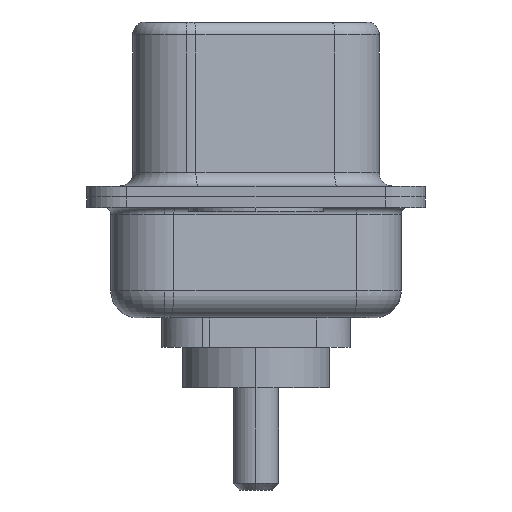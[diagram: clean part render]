
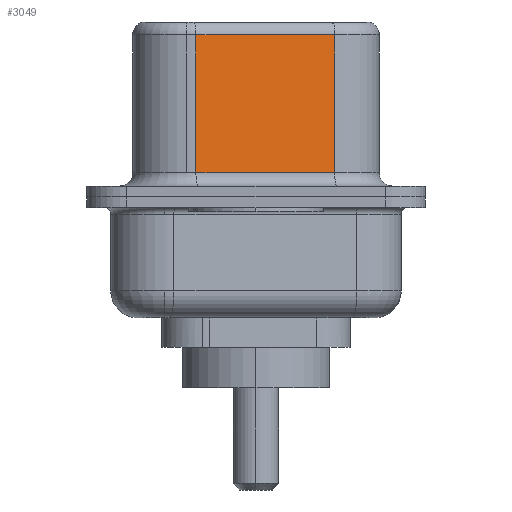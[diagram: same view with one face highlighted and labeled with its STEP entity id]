
A CAD part, left-side view. The second image highlights one B-rep face of the part: STEP entity #3049.
In plain terms, the highlighted planar face has unit normal (-0.985, -0.174, 0).
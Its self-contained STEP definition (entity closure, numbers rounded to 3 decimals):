
#105 = VERTEX_POINT ( 'NONE', #1461 ) ;
#229 = VECTOR ( 'NONE', #3424, 1000. ) ;
#555 = ORIENTED_EDGE ( 'NONE', *, *, #5063, .T. ) ;
#682 = VECTOR ( 'NONE', #10797, 1000. ) ;
#757 = DIRECTION ( 'NONE',  ( 0.985, 0.174, 0. ) ) ;
#1461 = CARTESIAN_POINT ( 'NONE',  ( 3.675, 2.233, 0.9 ) ) ;
#1484 = DIRECTION ( 'NONE',  ( 0., 0., -1. ) ) ;
#1689 = ORIENTED_EDGE ( 'NONE', *, *, #7284, .F. ) ;
#1690 = LINE ( 'NONE', #3574, #8778 ) ;
#2090 = CARTESIAN_POINT ( 'NONE',  ( 4.585, -2.927, 0.9 ) ) ;
#2106 = VECTOR ( 'NONE', #1484, 1000. ) ;
#3049 = ADVANCED_FACE ( 'NONE', ( #10883 ), #5416, .F. ) ;
#3424 = DIRECTION ( 'NONE',  ( 0., 0., -1. ) ) ;
#3574 = CARTESIAN_POINT ( 'NONE',  ( 4.585, -2.927, 0.9 ) ) ;
#5063 = EDGE_CURVE ( 'NONE', #5760, #105, #7902, .T. ) ;
#5269 = EDGE_CURVE ( 'NONE', #9164, #5760, #10921, .T. ) ;
#5416 = PLANE ( 'NONE',  #8569 ) ;
#5425 = EDGE_LOOP ( 'NONE', ( #1689, #5751, #555, #12079 ) ) ;
#5589 = CARTESIAN_POINT ( 'NONE',  ( 4.585, -2.927, 6.02 ) ) ;
#5751 = ORIENTED_EDGE ( 'NONE', *, *, #5269, .T. ) ;
#5760 = VERTEX_POINT ( 'NONE', #12254 ) ;
#6418 = DIRECTION ( 'NONE',  ( -0.174, 0.985, 0. ) ) ;
#7115 = EDGE_CURVE ( 'NONE', #105, #7960, #1690, .T. ) ;
#7284 = EDGE_CURVE ( 'NONE', #9164, #7960, #12399, .T. ) ;
#7902 = LINE ( 'NONE', #9073, #229 ) ;
#7960 = VERTEX_POINT ( 'NONE', #2090 ) ;
#8569 = AXIS2_PLACEMENT_3D ( 'NONE', #8574, #757, #6418 ) ;
#8574 = CARTESIAN_POINT ( 'NONE',  ( 4.585, -2.927, 6.52 ) ) ;
#8778 = VECTOR ( 'NONE', #9232, 1000. ) ;
#9073 = CARTESIAN_POINT ( 'NONE',  ( 3.675, 2.233, 6.52 ) ) ;
#9164 = VERTEX_POINT ( 'NONE', #11308 ) ;
#9232 = DIRECTION ( 'NONE',  ( 0.174, -0.985, 0. ) ) ;
#10797 = DIRECTION ( 'NONE',  ( -0.174, 0.985, 0. ) ) ;
#10883 = FACE_OUTER_BOUND ( 'NONE', #5425, .T. ) ;
#10921 = LINE ( 'NONE', #5589, #682 ) ;
#11308 = CARTESIAN_POINT ( 'NONE',  ( 4.585, -2.927, 6.02 ) ) ;
#12079 = ORIENTED_EDGE ( 'NONE', *, *, #7115, .T. ) ;
#12121 = CARTESIAN_POINT ( 'NONE',  ( 4.585, -2.927, 6.52 ) ) ;
#12254 = CARTESIAN_POINT ( 'NONE',  ( 3.675, 2.233, 6.02 ) ) ;
#12399 = LINE ( 'NONE', #12121, #2106 ) ;
